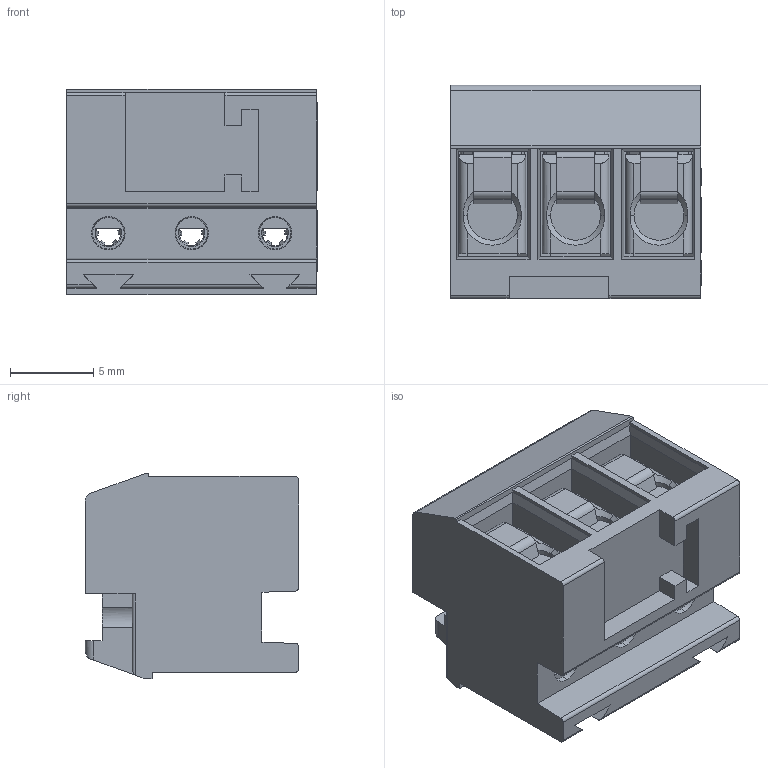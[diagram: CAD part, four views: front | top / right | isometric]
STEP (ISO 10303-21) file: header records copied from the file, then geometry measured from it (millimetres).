
FILE_DESCRIPTION((''),'2;1');
FILE_NAME('310071_03_SW0001','2021-12-20T08:30:00',('schoepflin'),(''),'CREO PARAMETRIC BY PTC INC, 2018420','CREO PARAMETRIC BY PTC INC, 2018420','');
FILE_SCHEMA(('CONFIG_CONTROL_DESIGN'));
Products named in the file (1): 310071_03_SW0001
Bounding box: 15.04 x 12.8 x 12.35 mm (x, y, z)
Volume: 1614.4 mm3; surface area: 2422.8 mm2
Topology: 1 solids, 1 shells, 1415 faces, 4030 edges, 2605 vertices
Faces by surface type: plane 754, extrusion 287, cylinder 188, bspline 108, cone 48, torus 30
Entity records: 53011 total; most frequent: CARTESIAN_POINT 17655, ORIENTED_EDGE 8060, DIRECTION 6113, EDGE_CURVE 4030, VECTOR 2745, VERTEX_POINT 2605, LINE 2458, AXIS2_PLACEMENT_3D 1684
